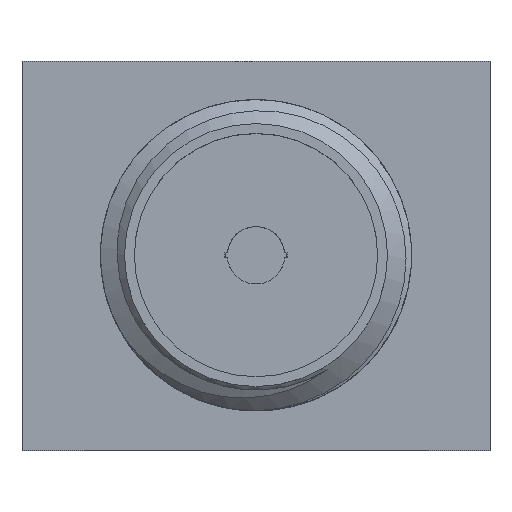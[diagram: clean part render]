
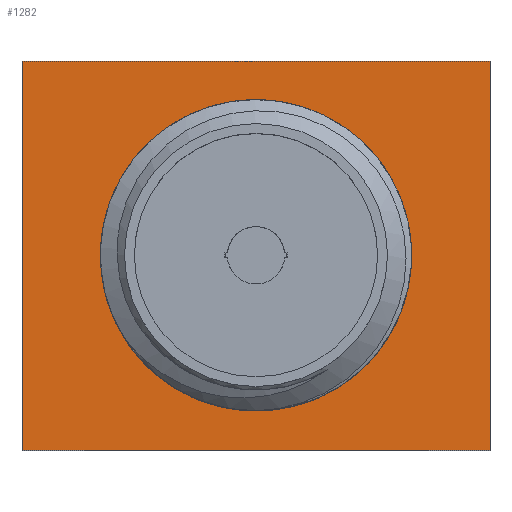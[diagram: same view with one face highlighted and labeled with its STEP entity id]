
A CAD part, top view. The second image highlights one B-rep face of the part: STEP entity #1282.
In plain terms, the highlighted planar face has unit normal (0, 0, 1).
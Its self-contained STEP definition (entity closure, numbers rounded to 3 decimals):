
#58=LINE('',#2472,#132);
#59=LINE('',#2475,#133);
#60=LINE('',#2477,#134);
#61=LINE('',#2479,#135);
#132=VECTOR('',#1507,1000.);
#133=VECTOR('',#1508,1000.);
#134=VECTOR('',#1509,1000.);
#135=VECTOR('',#1510,1000.);
#189=PLANE('',#1357);
#231=CIRCLE('',#1350,2.675);
#334=ORIENTED_EDGE('',*,*,#532,.T.);
#335=ORIENTED_EDGE('',*,*,#554,.T.);
#336=ORIENTED_EDGE('',*,*,#555,.T.);
#337=ORIENTED_EDGE('',*,*,#556,.T.);
#338=ORIENTED_EDGE('',*,*,#557,.T.);
#532=EDGE_CURVE('',#648,#648,#231,.T.);
#554=EDGE_CURVE('',#667,#668,#58,.T.);
#555=EDGE_CURVE('',#668,#669,#59,.T.);
#556=EDGE_CURVE('',#669,#670,#60,.T.);
#557=EDGE_CURVE('',#670,#667,#61,.T.);
#648=VERTEX_POINT('',#2425);
#667=VERTEX_POINT('',#2473);
#668=VERTEX_POINT('',#2474);
#669=VERTEX_POINT('',#2476);
#670=VERTEX_POINT('',#2478);
#741=EDGE_LOOP('',(#334));
#742=EDGE_LOOP('',(#335,#336,#337,#338));
#817=FACE_BOUND('',#741,.T.);
#818=FACE_BOUND('',#742,.T.);
#1282=ADVANCED_FACE('',(#817,#818),#189,.T.);
#1350=AXIS2_PLACEMENT_3D('',#2424,#1470,#1471);
#1357=AXIS2_PLACEMENT_3D('',#2471,#1505,#1506);
#1470=DIRECTION('',(0.,0.,-1.));
#1471=DIRECTION('',(1.,0.,0.));
#1505=DIRECTION('',(0.,0.,1.));
#1506=DIRECTION('',(1.,0.,0.));
#1507=DIRECTION('',(0.,-1.,0.));
#1508=DIRECTION('',(1.,0.,0.));
#1509=DIRECTION('',(0.,1.,0.));
#1510=DIRECTION('',(-1.,0.,0.));
#2424=CARTESIAN_POINT('',(0.,0.,1.27));
#2425=CARTESIAN_POINT('',(2.675,0.,1.27));
#2471=CARTESIAN_POINT('',(0.,0.,1.27));
#2472=CARTESIAN_POINT('',(-4.76,3.96,1.27));
#2473=CARTESIAN_POINT('',(-4.76,3.96,1.27));
#2474=CARTESIAN_POINT('',(-4.76,-3.96,1.27));
#2475=CARTESIAN_POINT('',(-4.76,-3.96,1.27));
#2476=CARTESIAN_POINT('',(4.76,-3.96,1.27));
#2477=CARTESIAN_POINT('',(4.76,-3.96,1.27));
#2478=CARTESIAN_POINT('',(4.76,3.96,1.27));
#2479=CARTESIAN_POINT('',(4.76,3.96,1.27));
